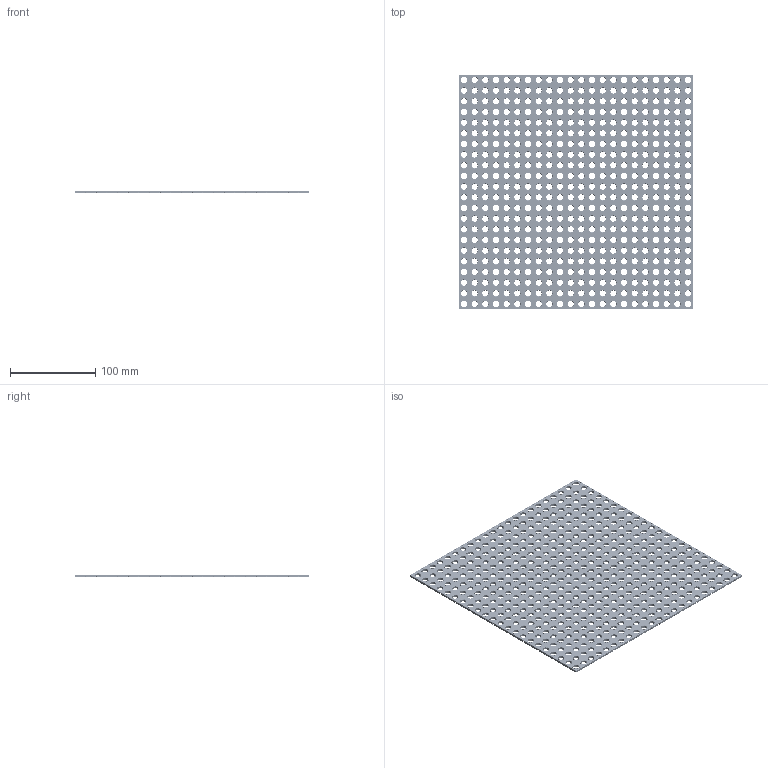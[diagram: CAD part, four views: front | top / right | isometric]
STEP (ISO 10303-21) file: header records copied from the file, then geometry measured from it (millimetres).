
FILE_DESCRIPTION(('FreeCAD Model'),'2;1');
FILE_NAME('Open CASCADE Shape Model','2024-02-25T17:13:27',(''),(''), 'Open CASCADE STEP processor 7.6','FreeCAD','Unknown');
FILE_SCHEMA(('AUTOMOTIVE_DESIGN { 1 0 10303 214 1 1 1 1 }'));
Products named in the file (1): Plate SQR CRNS BU22x00.25 - SPN-PLT-0081 (stemfie.org)
Bounding box: 275 x 275 x 3.12 mm (x, y, z)
Volume: 165908.3 mm3; surface area: 152318.6 mm2
Topology: 1 solids, 1 shells, 4320 faces, 10424 edges, 6624 vertices
Faces by surface type: plane 1646, cylinder 1556, cone 968, extrusion 150
Full cylindrical faces by diameter (mm): 7 x484, 9.2 x484
Entity records: 267033 total; most frequent: CARTESIAN_POINT 51364, DIRECTION 41586, VECTOR 22940, LINE 22790, ORIENTED_EDGE 20848, PCURVE 20848, DEFINITIONAL_REPRESENTATION 20848, EDGE_CURVE 10424
